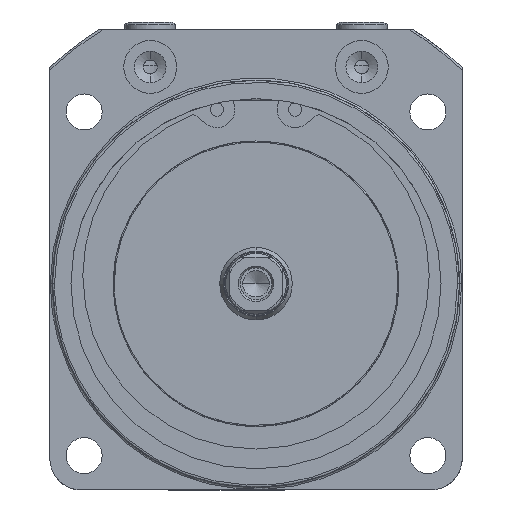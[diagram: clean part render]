
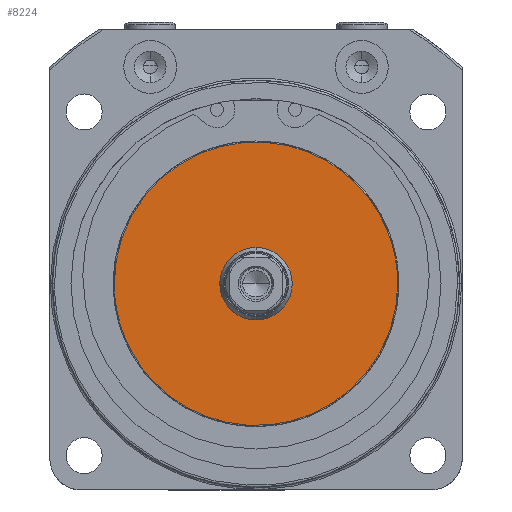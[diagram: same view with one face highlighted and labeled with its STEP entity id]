
A CAD part, front view. The second image highlights one B-rep face of the part: STEP entity #8224.
In plain terms, the highlighted planar face has unit normal (0, -1, 0).
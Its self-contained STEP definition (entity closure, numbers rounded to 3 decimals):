
#869 = CARTESIAN_POINT ( 'NONE',  ( -26.8, -127.7, 0. ) ) ;
#872 = PLANE ( 'NONE',  #3136 ) ;
#874 = DIRECTION ( 'NONE',  ( 0., 1., 0. ) ) ;
#875 = DIRECTION ( 'NONE',  ( -1., 0., 0. ) ) ;
#2201 = VERTEX_POINT ( 'NONE', #4125 ) ;
#2204 = VERTEX_POINT ( 'NONE', #4122 ) ;
#2785 = ORIENTED_EDGE ( 'NONE', *, *, #4616, .F. ) ;
#2786 = ORIENTED_EDGE ( 'NONE', *, *, #3782, .F. ) ;
#2787 = ORIENTED_EDGE ( 'NONE', *, *, #4574, .F. ) ;
#2788 = ORIENTED_EDGE ( 'NONE', *, *, #4607, .F. ) ;
#3136 = AXIS2_PLACEMENT_3D ( 'NONE', #869, #874, #875 ) ;
#3531 =( BOUNDED_CURVE ( )  B_SPLINE_CURVE ( 3, ( #7275, #7281, #7280, #7274 ),
 .UNSPECIFIED., .F., .T. ) 
 B_SPLINE_CURVE_WITH_KNOTS ( ( 4, 4 ),
 ( 0., 1. ),
 .UNSPECIFIED. ) 
 CURVE ( )  GEOMETRIC_REPRESENTATION_ITEM ( )  RATIONAL_B_SPLINE_CURVE ( ( 1., 0.333, 0.333, 1. ) ) 
 REPRESENTATION_ITEM ( '' )  );
#3552 =( BOUNDED_CURVE ( )  B_SPLINE_CURVE ( 3, ( #5291, #5248, #5239, #5236 ),
 .UNSPECIFIED., .F., .T. ) 
 B_SPLINE_CURVE_WITH_KNOTS ( ( 4, 4 ),
 ( 0., 1. ),
 .UNSPECIFIED. ) 
 CURVE ( )  GEOMETRIC_REPRESENTATION_ITEM ( )  RATIONAL_B_SPLINE_CURVE ( ( 1., 0.333, 0.333, 1. ) ) 
 REPRESENTATION_ITEM ( '' )  );
#3782 = EDGE_CURVE ( 'NONE', #11953, #11958, #3531, .T. ) ;
#4122 = CARTESIAN_POINT ( 'NONE',  ( 6.85, -127.7, 0. ) ) ;
#4125 = CARTESIAN_POINT ( 'NONE',  ( -6.85, -127.7, 0. ) ) ;
#4574 = EDGE_CURVE ( 'NONE', #2201, #2204, #10373, .T. ) ;
#4607 = EDGE_CURVE ( 'NONE', #2204, #2201, #10284, .T. ) ;
#4616 = EDGE_CURVE ( 'NONE', #11958, #11953, #3552, .T. ) ;
#5236 = CARTESIAN_POINT ( 'NONE',  ( 26.8, -127.7, 0. ) ) ;
#5239 = CARTESIAN_POINT ( 'NONE',  ( 26.8, -127.7, 53.6 ) ) ;
#5248 = CARTESIAN_POINT ( 'NONE',  ( -26.8, -127.7, 53.6 ) ) ;
#5287 = DIRECTION ( 'NONE',  ( 1., 0., 0. ) ) ;
#5288 = DIRECTION ( 'NONE',  ( 0., -1., 0. ) ) ;
#5289 = CARTESIAN_POINT ( 'NONE',  ( 0., -127.7, 0. ) ) ;
#5291 = CARTESIAN_POINT ( 'NONE',  ( -26.8, -127.7, 0. ) ) ;
#6703 = AXIS2_PLACEMENT_3D ( 'NONE', #7055, #7054, #7053 ) ;
#6722 = AXIS2_PLACEMENT_3D ( 'NONE', #5289, #5288, #5287 ) ;
#7053 = DIRECTION ( 'NONE',  ( 1., 0., 0. ) ) ;
#7054 = DIRECTION ( 'NONE',  ( 0., -1., 0. ) ) ;
#7055 = CARTESIAN_POINT ( 'NONE',  ( 0., -127.7, 0. ) ) ;
#7274 = CARTESIAN_POINT ( 'NONE',  ( -26.8, -127.7, 0. ) ) ;
#7275 = CARTESIAN_POINT ( 'NONE',  ( 26.8, -127.7, 0. ) ) ;
#7280 = CARTESIAN_POINT ( 'NONE',  ( -26.8, -127.7, -53.6 ) ) ;
#7281 = CARTESIAN_POINT ( 'NONE',  ( 26.8, -127.7, -53.6 ) ) ;
#8224 = ADVANCED_FACE ( 'NONE', ( #11042, #10673 ), #872, .F. ) ;
#10284 = CIRCLE ( 'NONE', #6722, 6.85 ) ;
#10373 = CIRCLE ( 'NONE', #6703, 6.85 ) ;
#10673 = FACE_OUTER_BOUND ( 'NONE', #12135, .T. ) ;
#11042 = FACE_BOUND ( 'NONE', #12192, .T. ) ;
#11953 = VERTEX_POINT ( 'NONE', #13404 ) ;
#11958 = VERTEX_POINT ( 'NONE', #13408 ) ;
#12135 = EDGE_LOOP ( 'NONE', ( #2786, #2785 ) ) ;
#12192 = EDGE_LOOP ( 'NONE', ( #2788, #2787 ) ) ;
#13404 = CARTESIAN_POINT ( 'NONE',  ( 26.8, -127.7, 0. ) ) ;
#13408 = CARTESIAN_POINT ( 'NONE',  ( -26.8, -127.7, 0. ) ) ;
